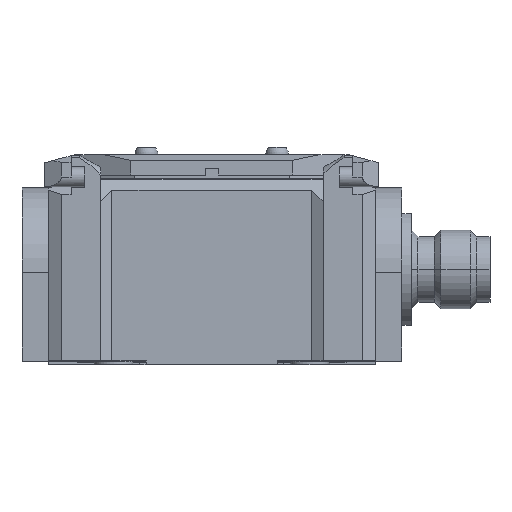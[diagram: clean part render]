
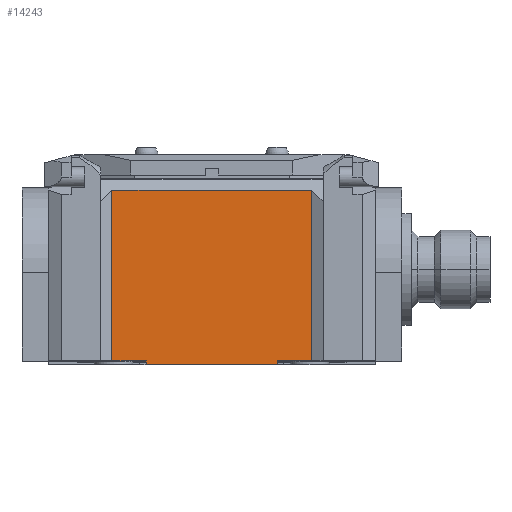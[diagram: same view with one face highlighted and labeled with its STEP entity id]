
A CAD part, top view. The second image highlights one B-rep face of the part: STEP entity #14243.
In plain terms, the highlighted planar face has unit normal (0, 0, 1).
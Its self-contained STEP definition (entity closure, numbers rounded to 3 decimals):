
#678=DIRECTION('',(-1.,0.,0.));
#679=VECTOR('',#678,20.);
#680=CARTESIAN_POINT('',(10.,-10.,49.));
#681=LINE('',#680,#679);
#1913=DIRECTION('',(-1.,0.,0.));
#1914=VECTOR('',#1913,30.536);
#1915=CARTESIAN_POINT('',(15.268,16.568,49.));
#1916=LINE('',#1915,#1914);
#1920=DIRECTION('',(0.,-1.,0.));
#1921=VECTOR('',#1920,26.068);
#1922=CARTESIAN_POINT('',(15.268,16.568,49.));
#1923=LINE('',#1922,#1921);
#1927=DIRECTION('',(-1.,0.,0.));
#1928=VECTOR('',#1927,5.268);
#1929=CARTESIAN_POINT('',(15.268,-9.5,49.));
#1930=LINE('',#1929,#1928);
#1934=DIRECTION('',(0.,1.,0.));
#1935=VECTOR('',#1934,0.5);
#1936=CARTESIAN_POINT('',(10.,-10.,49.));
#1937=LINE('',#1936,#1935);
#1941=DIRECTION('',(0.,1.,0.));
#1942=VECTOR('',#1941,0.5);
#1943=CARTESIAN_POINT('',(-10.,-10.,49.));
#1944=LINE('',#1943,#1942);
#1948=DIRECTION('',(-1.,0.,0.));
#1949=VECTOR('',#1948,5.268);
#1950=CARTESIAN_POINT('',(-10.,-9.5,49.));
#1951=LINE('',#1950,#1949);
#1962=DIRECTION('',(0.,-1.,0.));
#1963=VECTOR('',#1962,26.068);
#1964=CARTESIAN_POINT('',(-15.268,16.568,49.));
#1965=LINE('',#1964,#1963);
#11822=CARTESIAN_POINT('',(15.268,-9.5,49.));
#11823=CARTESIAN_POINT('',(10.,-9.5,49.));
#11824=VERTEX_POINT('',#11822);
#11825=VERTEX_POINT('',#11823);
#11826=CARTESIAN_POINT('',(10.,-10.,49.));
#11827=CARTESIAN_POINT('',(-10.,-10.,49.));
#11828=VERTEX_POINT('',#11826);
#11829=VERTEX_POINT('',#11827);
#11846=CARTESIAN_POINT('',(-15.268,-9.5,49.));
#11847=VERTEX_POINT('',#11846);
#11856=CARTESIAN_POINT('',(-10.,-9.5,49.));
#11857=VERTEX_POINT('',#11856);
#11903=CARTESIAN_POINT('',(15.268,16.568,49.));
#11905=VERTEX_POINT('',#11903);
#11906=CARTESIAN_POINT('',(-15.268,16.568,49.));
#11907=VERTEX_POINT('',#11906);
#14222=CARTESIAN_POINT('',(15.268,18.3,49.));
#14223=DIRECTION('',(0.,0.,-1.));
#14224=DIRECTION('',(-1.,0.,0.));
#14225=AXIS2_PLACEMENT_3D('',#14222,#14223,#14224);
#14226=PLANE('',#14225);
#14228=ORIENTED_EDGE('',*,*,#14227,.F.);
#14229=ORIENTED_EDGE('',*,*,#14210,.T.);
#14231=ORIENTED_EDGE('',*,*,#14230,.T.);
#14233=ORIENTED_EDGE('',*,*,#14232,.F.);
#14234=ORIENTED_EDGE('',*,*,#13501,.T.);
#14236=ORIENTED_EDGE('',*,*,#14235,.T.);
#14238=ORIENTED_EDGE('',*,*,#14237,.T.);
#14240=ORIENTED_EDGE('',*,*,#14239,.F.);
#14241=EDGE_LOOP('',(#14228,#14229,#14231,#14233,#14234,#14236,#14238,#14240));
#14242=FACE_OUTER_BOUND('',#14241,.F.);
#14243=ADVANCED_FACE('',(#14242),#14226,.F.);
#13501=EDGE_CURVE('',#11828,#11829,#681,.T.);
#14210=EDGE_CURVE('',#11905,#11824,#1923,.T.);
#14227=EDGE_CURVE('',#11905,#11907,#1916,.T.);
#14230=EDGE_CURVE('',#11824,#11825,#1930,.T.);
#14232=EDGE_CURVE('',#11828,#11825,#1937,.T.);
#14235=EDGE_CURVE('',#11829,#11857,#1944,.T.);
#14237=EDGE_CURVE('',#11857,#11847,#1951,.T.);
#14239=EDGE_CURVE('',#11907,#11847,#1965,.T.);
